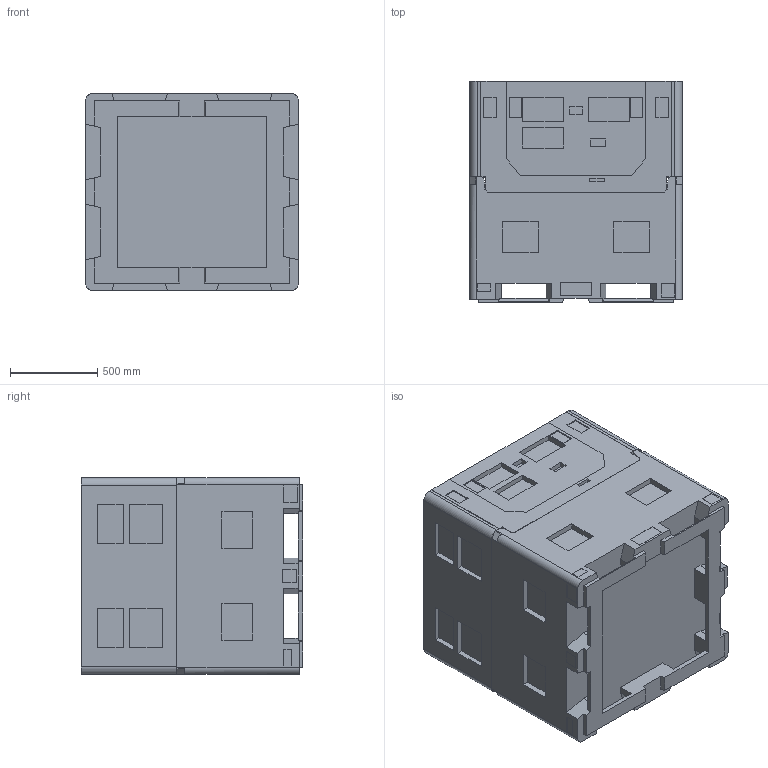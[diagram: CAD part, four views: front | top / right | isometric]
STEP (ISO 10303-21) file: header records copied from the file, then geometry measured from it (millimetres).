
FILE_DESCRIPTION((''),'2;1');
FILE_NAME('159304WSM_ASM','2025-06-20T15:12:41',('SYSTEM'),(''),'CREO PARAMETRIC BY PTC INC, 2023294','CREO PARAMETRIC BY PTC INC, 2023294','');
FILE_SCHEMA(('CONFIG_CONTROL_DESIGN'));
Length unit declared in the file: inch
Products named in the file (6): 139436SM; 139471SM; 139459SM; 159416SM; 160307SM; 159304WSM_ASM
Assembly tree (6 placements, depth 2):
  159304WSM_ASM
    139436SM
    139471SM
    139459SM
    159416SM
    160307SM  x2
Bounding box: 1219.2 x 1269.49 x 1130.3 mm (x, y, z)
Volume: 265972219.9 mm3; surface area: 15703545.3 mm2
Topology: 6 solids, 6 shells, 588 faces, 1639 edges, 1094 vertices
Faces by surface type: plane 536, cylinder 52
Entity records: 17269 total; most frequent: CARTESIAN_POINT 3068, ORIENTED_EDGE 3012, DIRECTION 2721, EDGE_CURVE 1506, VECTOR 1407, LINE 1407, VERTEX_POINT 1004, AXIS2_PLACEMENT_3D 657
